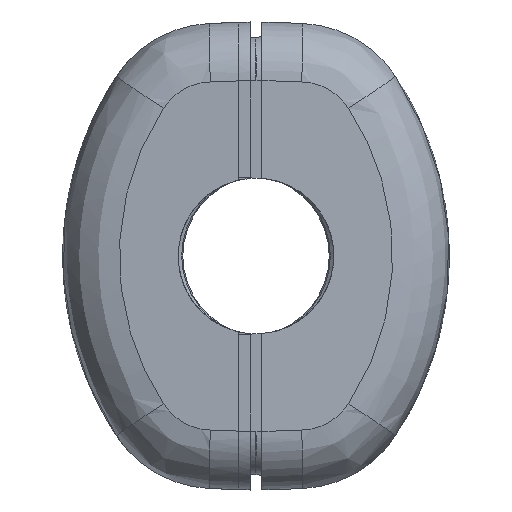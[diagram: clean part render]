
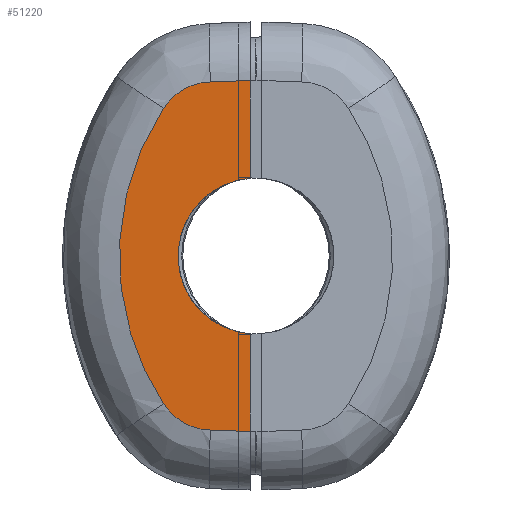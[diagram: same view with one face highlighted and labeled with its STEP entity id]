
A CAD part, front view. The second image highlights one B-rep face of the part: STEP entity #51220.
In plain terms, the highlighted planar face has unit normal (-0.035, -0.999, 0).
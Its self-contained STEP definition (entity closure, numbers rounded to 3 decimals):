
#663=ELLIPSE('',#53267,6.654,6.65);
#676=ELLIPSE('',#53640,5.003,5.);
#678=ELLIPSE('',#53645,23.014,23.);
#680=ELLIPSE('',#53648,5.003,5.);
#4486=LINE('',#66752,#6206);
#4491=LINE('',#66833,#6211);
#4903=LINE('',#77383,#6623);
#4906=LINE('',#77387,#6626);
#4907=LINE('',#77389,#6627);
#4908=LINE('',#77390,#6628);
#6206=VECTOR('',#56783,1000.);
#6211=VECTOR('',#56790,1000.);
#6623=VECTOR('',#58052,1000.);
#6626=VECTOR('',#58057,1000.);
#6627=VECTOR('',#58060,1000.);
#6628=VECTOR('',#58061,1000.);
#7898=PLANE('',#53696);
#12730=ORIENTED_EDGE('',*,*,#22415,.T.);
#12731=ORIENTED_EDGE('',*,*,#21180,.T.);
#12732=ORIENTED_EDGE('',*,*,#22416,.T.);
#12733=ORIENTED_EDGE('',*,*,#21210,.T.);
#12734=ORIENTED_EDGE('',*,*,#22411,.T.);
#12735=ORIENTED_EDGE('',*,*,#22315,.F.);
#12736=ORIENTED_EDGE('',*,*,#22324,.T.);
#12737=ORIENTED_EDGE('',*,*,#22327,.F.);
#12738=ORIENTED_EDGE('',*,*,#22414,.T.);
#12739=ORIENTED_EDGE('',*,*,#21218,.F.);
#21180=EDGE_CURVE('',#26623,#26622,#663,.F.);
#21210=EDGE_CURVE('',#26653,#26652,#4486,.F.);
#21218=EDGE_CURVE('',#26658,#26659,#4491,.F.);
#22315=EDGE_CURVE('',#27356,#27357,#676,.F.);
#22324=EDGE_CURVE('',#27356,#27360,#678,.T.);
#22327=EDGE_CURVE('',#27361,#27360,#680,.F.);
#22411=EDGE_CURVE('',#26652,#27357,#4903,.F.);
#22414=EDGE_CURVE('',#27361,#26659,#4906,.F.);
#22415=EDGE_CURVE('',#26658,#26623,#4907,.T.);
#22416=EDGE_CURVE('',#26622,#26653,#4908,.T.);
#26622=VERTEX_POINT('',#66501);
#26623=VERTEX_POINT('',#66503);
#26652=VERTEX_POINT('',#66751);
#26653=VERTEX_POINT('',#66753);
#26658=VERTEX_POINT('',#66834);
#26659=VERTEX_POINT('',#66835);
#27356=VERTEX_POINT('',#77137);
#27357=VERTEX_POINT('',#77139);
#27360=VERTEX_POINT('',#77166);
#27361=VERTEX_POINT('',#77185);
#31022=EDGE_LOOP('',(#12730,#12731,#12732,#12733,#12734,#12735,#12736,#12737,
#12738,#12739));
#33518=FACE_BOUND('',#31022,.T.);
#51220=ADVANCED_FACE('',(#33518),#7898,.T.);
#53267=AXIS2_PLACEMENT_3D('',#66502,#56769,#56770);
#53640=AXIS2_PLACEMENT_3D('',#77138,#57875,#57876);
#53645=AXIS2_PLACEMENT_3D('',#77167,#57890,#57891);
#53648=AXIS2_PLACEMENT_3D('',#77186,#57896,#57897);
#53696=AXIS2_PLACEMENT_3D('',#77388,#58058,#58059);
#56769=DIRECTION('',(-0.035,-0.999,0.));
#56770=DIRECTION('',(-0.999,0.035,0.));
#56783=DIRECTION('',(0.999,-0.035,0.));
#56790=DIRECTION('',(0.999,-0.035,0.));
#57875=DIRECTION('',(-0.035,-0.999,0.));
#57876=DIRECTION('',(-0.999,0.035,0.));
#57890=DIRECTION('',(-0.035,-0.999,0.));
#57891=DIRECTION('',(-0.999,0.035,0.));
#57896=DIRECTION('',(-0.035,-0.999,0.));
#57897=DIRECTION('',(-0.999,0.035,0.));
#58052=DIRECTION('',(0.999,-0.035,0.035));
#58057=DIRECTION('',(-0.999,0.035,0.035));
#58058=DIRECTION('',(-0.035,-0.999,0.));
#58059=DIRECTION('',(-0.999,0.035,0.));
#58060=DIRECTION('',(0.,0.,1.));
#58061=DIRECTION('',(0.,0.,1.));
#66501=CARTESIAN_POINT('',(-0.5,-182.483,6.631));
#66502=CARTESIAN_POINT('',(0.,-182.5,0.));
#66503=CARTESIAN_POINT('',(-0.5,-182.483,-6.631));
#66751=CARTESIAN_POINT('',(-1.5,-182.448,14.951));
#66752=CARTESIAN_POINT('',(-0.5,-182.483,14.951));
#66753=CARTESIAN_POINT('',(-0.5,-182.483,14.951));
#66833=CARTESIAN_POINT('',(-0.5,-182.483,-14.951));
#66834=CARTESIAN_POINT('',(-0.5,-182.483,-14.951));
#66835=CARTESIAN_POINT('',(-1.5,-182.448,-14.951));
#77137=CARTESIAN_POINT('',(-7.909,-182.224,12.611));
#77138=CARTESIAN_POINT('',(-3.727,-182.37,9.87));
#77139=CARTESIAN_POINT('',(-3.902,-182.364,14.867));
#77166=CARTESIAN_POINT('',(-7.909,-182.224,-12.611));
#77167=CARTESIAN_POINT('',(11.326,-182.895,0.));
#77185=CARTESIAN_POINT('',(-3.902,-182.364,-14.867));
#77186=CARTESIAN_POINT('',(-3.727,-182.37,-9.87));
#77383=CARTESIAN_POINT('',(-8.216,-182.213,14.716));
#77387=CARTESIAN_POINT('',(0.174,-182.506,-15.009));
#77388=CARTESIAN_POINT('',(0.,-182.5,0.));
#77389=CARTESIAN_POINT('',(-0.5,-182.483,-14.951));
#77390=CARTESIAN_POINT('',(-0.5,-182.483,-14.951));
